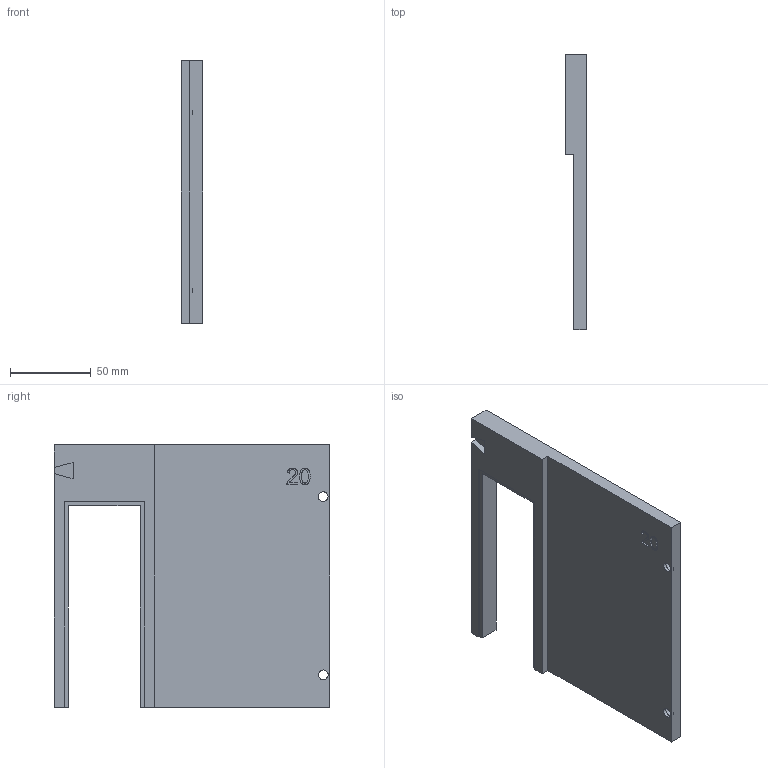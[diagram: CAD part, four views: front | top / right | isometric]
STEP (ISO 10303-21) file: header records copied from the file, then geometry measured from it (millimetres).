
FILE_DESCRIPTION(('FreeCAD Model'),'2;1');
FILE_NAME('Open CASCADE Shape Model','2025-05-28T20:55:49',(''),(''), 'Open CASCADE STEP processor 7.8','FreeCAD','Unknown');
FILE_SCHEMA(('AUTOMOTIVE_DESIGN { 1 0 10303 214 1 1 1 1 }'));
Length unit declared in the file: millimetre
Products named in the file (1): 20MotherboardIoPart
Bounding box: 13 x 170 x 162 mm (x, y, z)
Volume: 196951.3 mm3; surface area: 55376.1 mm2
Topology: 1 solids, 1 shells, 71 faces, 192 edges, 128 vertices
Faces by surface type: extrusion 38, plane 29, cylinder 4
Full cylindrical faces by diameter (mm): 6 x2, 7.5 x2
Entity records: 2833 total; most frequent: CARTESIAN_POINT 1153, ORIENTED_EDGE 384, DIRECTION 230, EDGE_CURVE 192, VECTOR 146, VERTEX_POINT 128, B_SPLINE_CURVE_WITH_KNOTS 114, LINE 108
